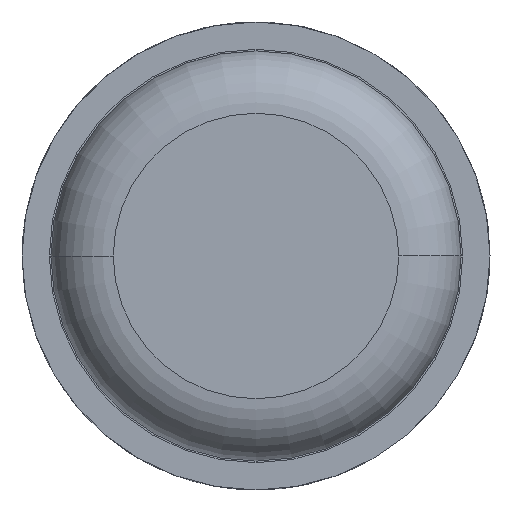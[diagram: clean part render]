
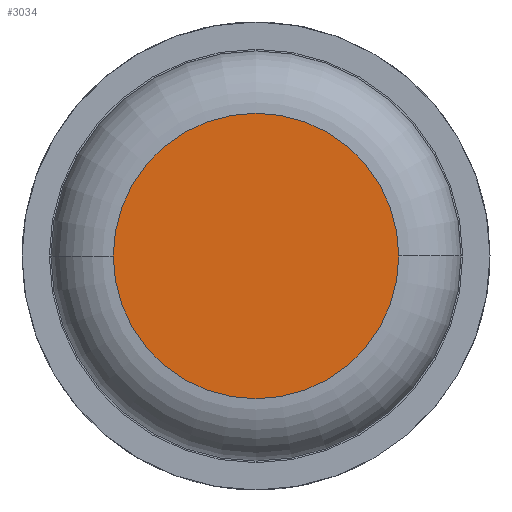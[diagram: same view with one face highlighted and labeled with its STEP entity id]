
A CAD part, front view. The second image highlights one B-rep face of the part: STEP entity #3034.
In plain terms, the highlighted planar face has unit normal (0, -1, 0).
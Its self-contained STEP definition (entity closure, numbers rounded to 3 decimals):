
#13 = CARTESIAN_POINT ( 'NONE',  ( 0.915, 0., 0. ) ) ;
#51 = CARTESIAN_POINT ( 'NONE',  ( 0., 0., 0. ) ) ;
#121 = AXIS2_PLACEMENT_3D ( 'NONE', #1966, #2854, #506 ) ;
#307 = CIRCLE ( 'NONE', #2101, 0.915 ) ;
#506 = DIRECTION ( 'NONE',  ( -1., 0., 0. ) ) ;
#1256 = ORIENTED_EDGE ( 'NONE', *, *, #3223, .T. ) ;
#1374 = FACE_OUTER_BOUND ( 'NONE', #2111, .T. ) ;
#1419 = PLANE ( 'NONE',  #121 ) ;
#1490 = DIRECTION ( 'NONE',  ( 0., -1., 0. ) ) ;
#1851 = ORIENTED_EDGE ( 'NONE', *, *, #2353, .T. ) ;
#1966 = CARTESIAN_POINT ( 'NONE',  ( 0., 0., 0. ) ) ;
#2046 = CARTESIAN_POINT ( 'NONE',  ( -0.915, 0., 0. ) ) ;
#2085 = DIRECTION ( 'NONE',  ( -1., 0., 0. ) ) ;
#2101 = AXIS2_PLACEMENT_3D ( 'NONE', #51, #1490, #2085 ) ;
#2111 = EDGE_LOOP ( 'NONE', ( #1256, #1851 ) ) ;
#2281 = VERTEX_POINT ( 'NONE', #13 ) ;
#2353 = EDGE_CURVE ( 'Defeature ausgef�hrt1_6+Defeature ausgef�hrt1_7+Defeature ausgef�hrt1_7+Defeature ausgef�hrt1_7', #2281, #2371, #307, .T. ) ;
#2371 = VERTEX_POINT ( 'NONE', #2046 ) ;
#2468 = DIRECTION ( 'NONE',  ( -1., 0., 0. ) ) ;
#2492 = DIRECTION ( 'NONE',  ( 0., -1., 0. ) ) ;
#2695 = AXIS2_PLACEMENT_3D ( 'NONE', #3086, #2492, #2468 ) ;
#2854 = DIRECTION ( 'NONE',  ( 0., 1., 0. ) ) ;
#3034 = ADVANCED_FACE ( 'Defeature ausgef�hrt1_6', ( #1374 ), #1419, .F. ) ;
#3086 = CARTESIAN_POINT ( 'NONE',  ( 0., 0., 0. ) ) ;
#3223 = EDGE_CURVE ( 'Defeature ausgef�hrt1_6+Defeature ausgef�hrt1_7+Defeature ausgef�hrt1_7+Defeature ausgef�hrt1_7', #2371, #2281, #3233, .T. ) ;
#3233 = CIRCLE ( 'NONE', #2695, 0.915 ) ;
